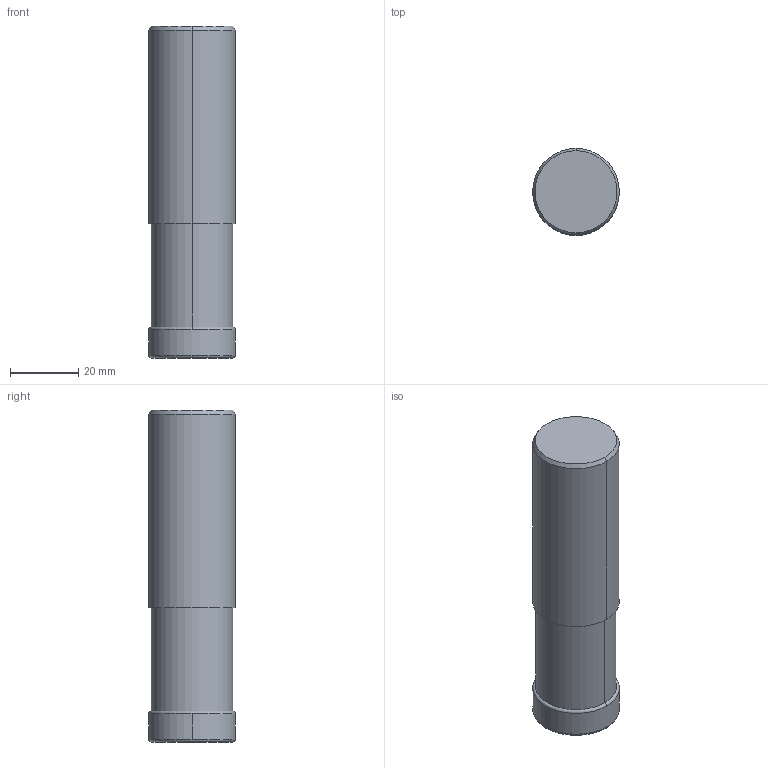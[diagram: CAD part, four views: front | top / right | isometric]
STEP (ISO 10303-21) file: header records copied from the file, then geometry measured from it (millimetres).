
FILE_DESCRIPTION(('no description'),'unknown implementation level');
FILE_NAME('soliduc4V_bL9HPIbO2ZTdz_O80dFkQo_1.STP',' ',('CIMSOURCE GmbH'),('CADClick - KiM GmbH - www.kimweb.de'),'unknown preprocess','ACIS','unknown authorization');
FILE_SCHEMA(('automotive_design'));
Length unit declared in the file: millimetre
Products named in the file (2): 1; 2
Bounding box: 25.4 x 25.4 x 97.3 mm (x, y, z)
Volume: 50300.9 mm3; surface area: 10166.3 mm2
Topology: 2 solids, 2 shells, 25 faces, 60 edges, 40 vertices
Faces by surface type: cylinder 8, torus 8, plane 5, cone 4
Entity records: 1527 total; most frequent: DIRECTION 168, CARTESIAN_POINT 130, STYLED_ITEM 127, PRESENTATION_STYLE_ASSIGNMENT 127, COLOUR_RGB 127, ORIENTED_EDGE 120, AXIS2_PLACEMENT_3D 78, EDGE_CURVE 60
